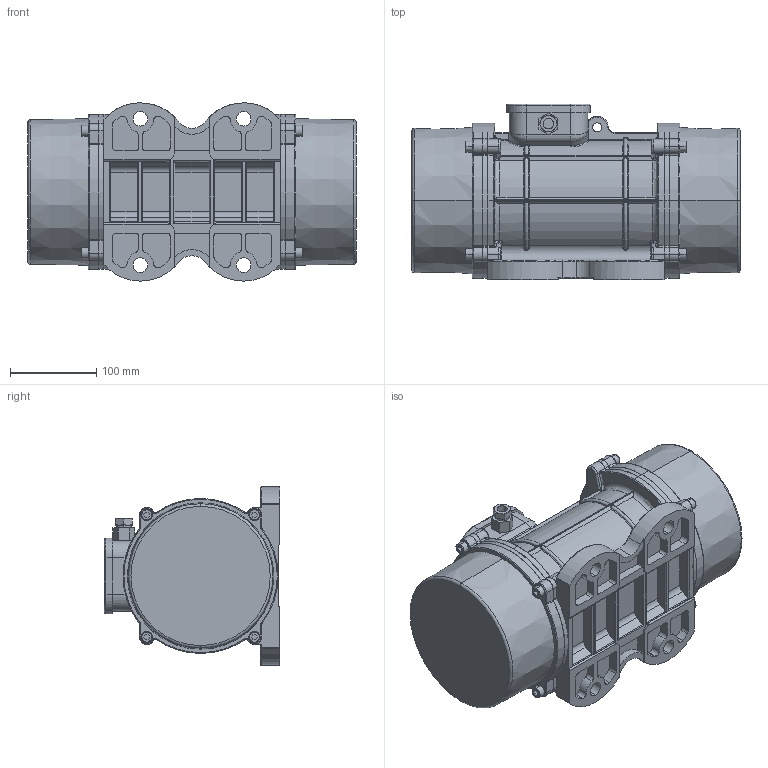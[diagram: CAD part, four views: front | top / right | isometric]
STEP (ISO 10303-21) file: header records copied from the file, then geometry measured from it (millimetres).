
FILE_DESCRIPTION (( 'STEP AP214' ), '1' );
FILE_NAME ('MVE 700-15.STEP', '2012-03-03T19:51:12', ( 'sam' ), ( '' ), 'SwSTEP 2.0', 'SolidWorks 2012', '' );
FILE_SCHEMA (( 'AUTOMOTIVE_DESIGN' ));
Length unit declared in the file: millimetre
Products named in the file (1): MVE 700-15
Bounding box: 381 x 204 x 206.94 mm (x, y, z)
Volume: 8438808.7 mm3; surface area: 369736.9 mm2
Topology: 1 solids, 1 shells, 1028 faces, 2607 edges, 1603 vertices
Faces by surface type: cylinder 395, plane 262, torus 167, cone 94, bspline 92, sphere 18
Entity records: 39413 total; most frequent: CARTESIAN_POINT 13303, DIRECTION 5269, ORIENTED_EDGE 5190, EDGE_CURVE 2595, AXIS2_PLACEMENT_3D 2101, VERTEX_POINT 1603, CIRCLE 1164, EDGE_LOOP 1072
